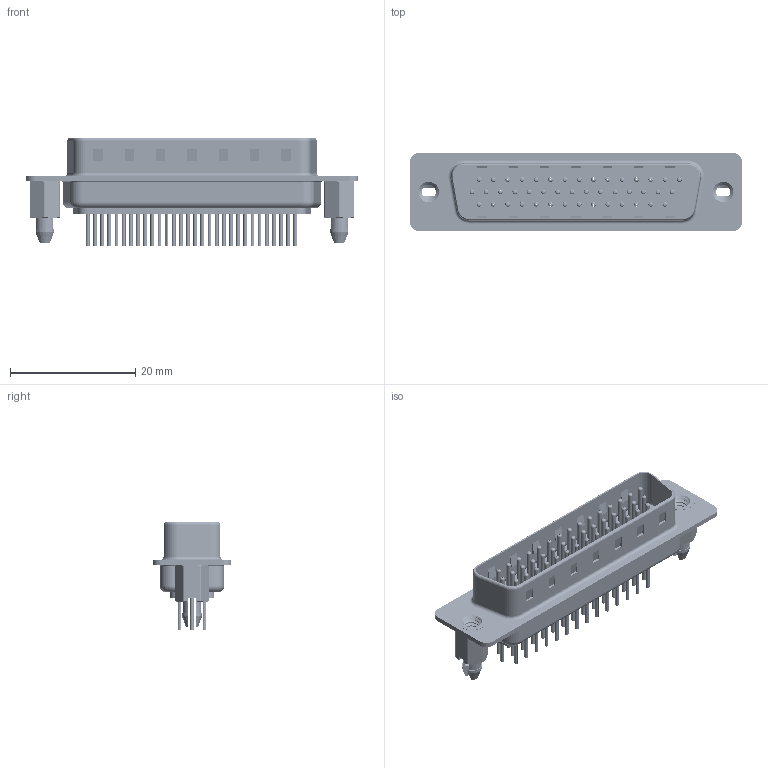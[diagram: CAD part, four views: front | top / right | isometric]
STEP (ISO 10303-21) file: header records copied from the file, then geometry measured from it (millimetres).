
FILE_DESCRIPTION (( 'STEP AP203' ), '1' );
FILE_NAME ('MHHDD-44MNS-E1.STEP', '2025-11-21T19:54:35', ( '' ), ( '' ), 'SwSTEP 2.0', 'SolidWorks 2023', '' );
FILE_SCHEMA (( 'CONFIG_CONTROL_DESIGN' ));
Length unit declared in the file: millimetre
Products named in the file (8): MHHDD Contact Row 3_30; MHHDD Shell Rear_44 Contacts; MHHDD Housing_44 Contacts; MHHDD Shell Front_44 Contacts; MHHDD Contact Row 2_30; MHHDD Contact Row 1_30; MHHDD 4-40 Threaded Boardlock_LP; MHHDD-44MNS-E1
Assembly tree (49 placements, depth 2):
  MHHDD-44MNS-E1
    MHHDD Housing_44 Contacts
    MHHDD Shell Front_44 Contacts
    MHHDD Shell Rear_44 Contacts
    MHHDD Contact Row 1_30  x15
    MHHDD Contact Row 2_30  x15
    MHHDD Contact Row 3_30  x14
    MHHDD 4-40 Threaded Boardlock_LP  x2
Bounding box: 53.04 x 12.55 x 17.15 mm (x, y, z)
Volume: 2734.9 mm3; surface area: 10148.2 mm2
Topology: 49 solids, 49 shells, 4850 faces, 12849 edges, 7930 vertices
Faces by surface type: cylinder 1797, torus 1326, plane 1259, cone 462, bspline 6
Entity records: 34466 total; most frequent: CARTESIAN_POINT 7412, DIRECTION 5634, ORIENTED_EDGE 5002, EDGE_CURVE 2501, AXIS2_PLACEMENT_3D 2268, VERTEX_POINT 1603, EDGE_LOOP 1234, CIRCLE 1211
